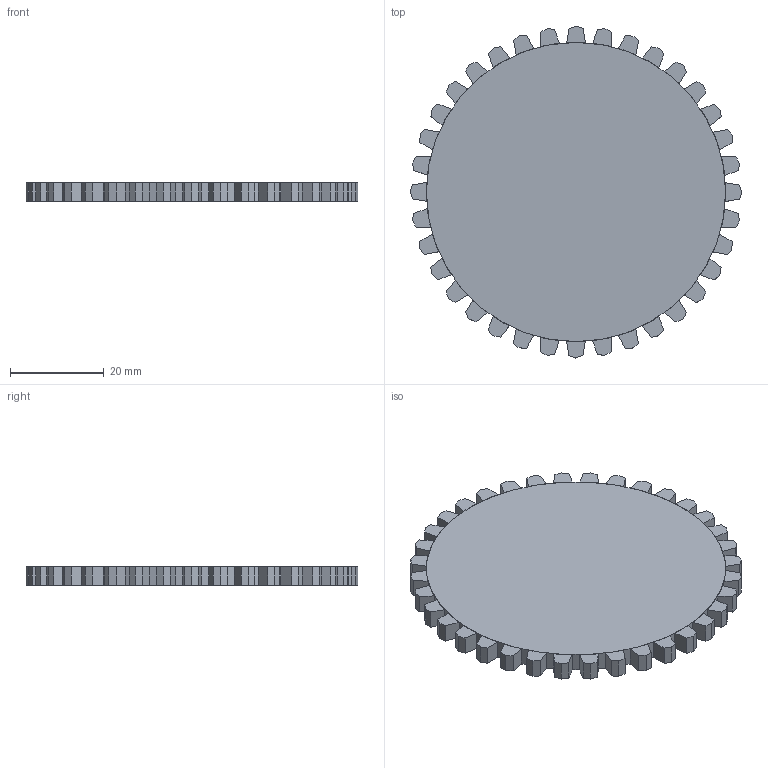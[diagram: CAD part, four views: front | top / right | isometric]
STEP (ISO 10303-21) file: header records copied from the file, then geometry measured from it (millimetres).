
FILE_DESCRIPTION(('HOOPS Exchange Step'),'2;1');
FILE_NAME('temp_export','2023-08-10T22:56:34+19:00',('mobile'),('Shapr3D Limited'),'HOOPS Exchange 2023.1','Shapr3D','Authorized');
FILE_SCHEMA( ('AUTOMOTIVE_DESIGN { 1 0 10303 214 1 1 1 1 }') );
Length unit declared in the file: millimetre
Products named in the file (2): Folder 01; root
Assembly tree (1 placements, depth 2):
  root
    Folder 01
Bounding box: 71 x 71 x 4 mm (x, y, z)
Volume: 14500.3 mm3; surface area: 9983.7 mm2
Topology: 37 solids, 37 shells, 255 faces, 545 edges, 364 vertices
Faces by surface type: plane 218, cylinder 37
Full cylindrical faces by diameter (mm): 64 x1
Entity records: 6820 total; most frequent: CARTESIAN_POINT 1166, DIRECTION 1135, ORIENTED_EDGE 1090, EDGE_CURVE 545, VECTOR 469, LINE 469, VERTEX_POINT 364, AXIS2_PLACEMENT_3D 333
